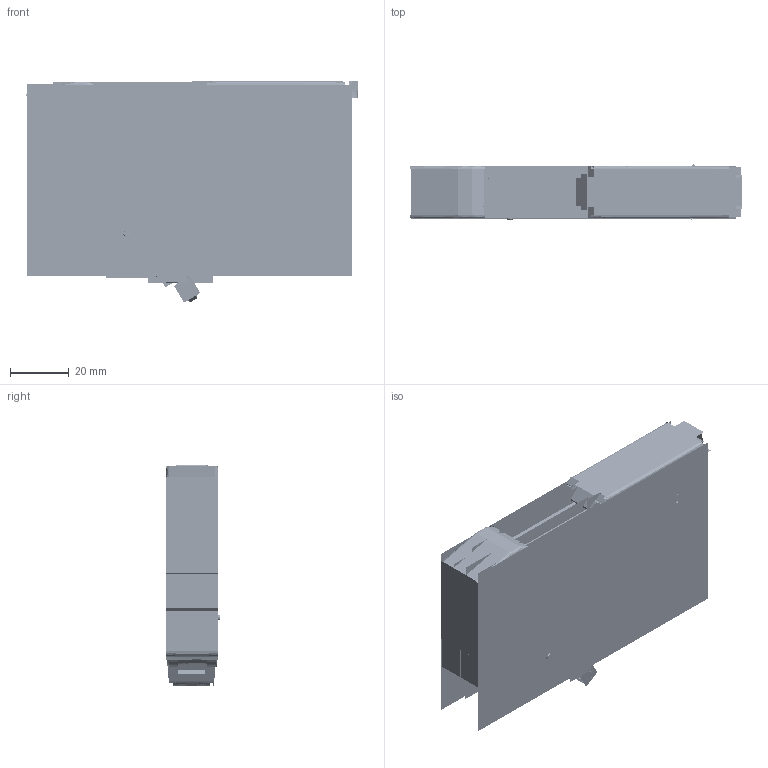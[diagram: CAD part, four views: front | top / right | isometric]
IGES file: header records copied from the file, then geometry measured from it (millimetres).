
Start section:  PTC IGES file: NB3LE.igs
Global section: file name: NB3LE.igs; native system: Pro/ENGINEER by Parametric Technology Corporation; preprocessor: 2009360; author: gsj; organization: Unknown; date: 20170407.083544; units: millimetre
Bounding box: 113.24 x 19.08 x 75.42 mm (x, y, z)
Surface area: 4859569.8 mm2 (no closed solid volume)
Topology: 0 solids, 0 shells, 19224 faces, 143780 edges, 143772 vertices
Faces by surface type: bspline 19224
